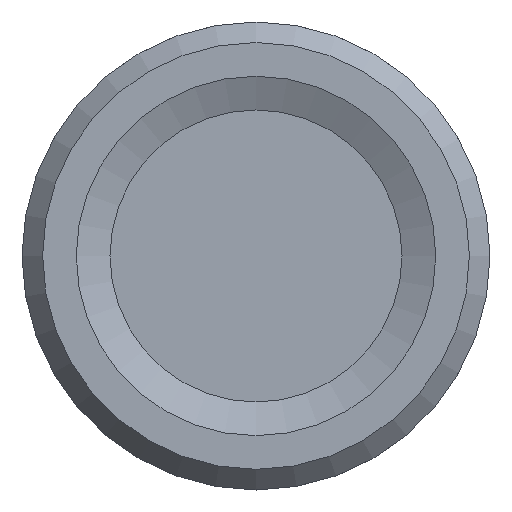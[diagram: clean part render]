
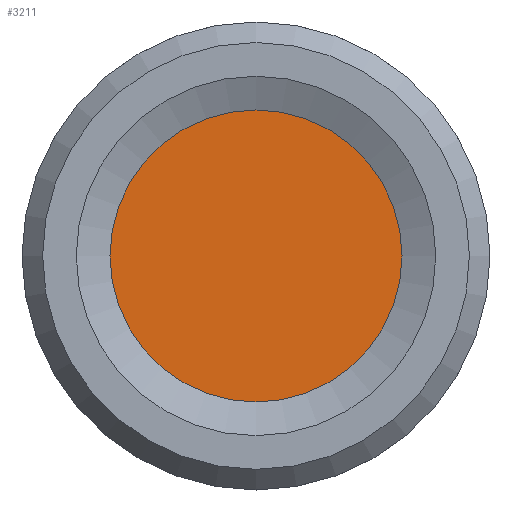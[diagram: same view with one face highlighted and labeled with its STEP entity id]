
A CAD part, top view. The second image highlights one B-rep face of the part: STEP entity #3211.
In plain terms, the highlighted planar face has unit normal (0, 0, 1).
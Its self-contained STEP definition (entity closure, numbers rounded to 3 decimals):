
#118=CIRCLE('',#3449,7.8);
#119=CIRCLE('',#3450,7.8);
#322=FACE_OUTER_BOUND('',#511,.T.);
#511=EDGE_LOOP('',(#2861,#2862));
#1538=VERTEX_POINT('',#5272);
#1539=VERTEX_POINT('',#5274);
#1983=EDGE_CURVE('',#1539,#1538,#118,.T.);
#1984=EDGE_CURVE('',#1538,#1539,#119,.T.);
#2861=ORIENTED_EDGE('',*,*,#1983,.T.);
#2862=ORIENTED_EDGE('',*,*,#1984,.T.);
#3056=PLANE('',#3451);
#3211=ADVANCED_FACE('',(#322),#3056,.T.);
#3449=AXIS2_PLACEMENT_3D('',#5275,#4251,#4252);
#3450=AXIS2_PLACEMENT_3D('',#5276,#4253,#4254);
#3451=AXIS2_PLACEMENT_3D('',#5277,#4255,#4256);
#4251=DIRECTION('center_axis',(0.,0.,
1.));
#4252=DIRECTION('ref_axis',(0.,1.,0.));
#4253=DIRECTION('center_axis',(0.,0.,
1.));
#4254=DIRECTION('ref_axis',(0.,1.,0.));
#4255=DIRECTION('center_axis',(0.,0.,
1.));
#4256=DIRECTION('ref_axis',(-1.,0.,0.));
#5272=CARTESIAN_POINT('',(-3.275,-2.827,-156.288));
#5274=CARTESIAN_POINT('',(-3.275,12.773,-156.288));
#5275=CARTESIAN_POINT('Origin',(-3.275,4.973,-156.288));
#5276=CARTESIAN_POINT('Origin',(-3.275,4.973,-156.288));
#5277=CARTESIAN_POINT('Origin',(-3.275,8.873,-156.288));
